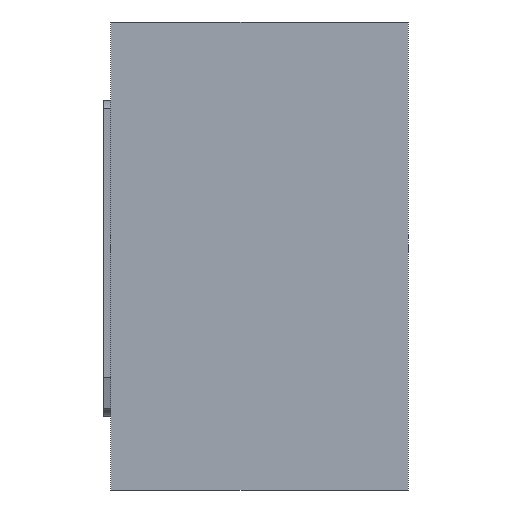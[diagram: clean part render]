
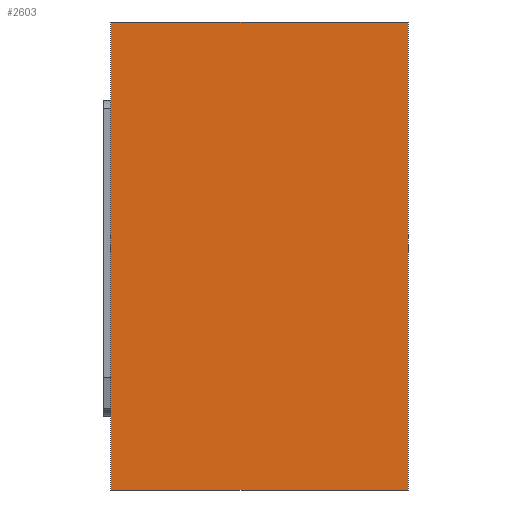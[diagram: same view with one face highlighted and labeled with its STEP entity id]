
A CAD part, left-side view. The second image highlights one B-rep face of the part: STEP entity #2603.
In plain terms, the highlighted planar face has unit normal (-1, 0, 0).
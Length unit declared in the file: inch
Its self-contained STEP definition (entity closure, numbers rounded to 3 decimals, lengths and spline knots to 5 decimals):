
#24 = ORIENTED_EDGE ( 'NONE', *, *, #2742, .F. ) ;
#69 = VERTEX_POINT ( 'NONE', #1965 ) ;
#119 = CARTESIAN_POINT ( 'NONE',  ( -0.06299, 0.04035, 0.0315 ) ) ;
#295 = PLANE ( 'NONE',  #1731 ) ;
#625 = CARTESIAN_POINT ( 'NONE',  ( -0.06299, -0.00098, 0.0315 ) ) ;
#641 = DIRECTION ( 'NONE',  ( -1., 0., 0. ) ) ;
#782 = LINE ( 'NONE', #1439, #3104 ) ;
#932 = VERTEX_POINT ( 'NONE', #3830 ) ;
#938 = DIRECTION ( 'NONE',  ( 0., 0., 1. ) ) ;
#1098 = ORIENTED_EDGE ( 'NONE', *, *, #2070, .F. ) ;
#1334 = CARTESIAN_POINT ( 'NONE',  ( -0.06299, 0.04035, 0.0325 ) ) ;
#1398 = DIRECTION ( 'NONE',  ( 0., -1., 0. ) ) ;
#1413 = VECTOR ( 'NONE', #1414, 39.37008 ) ;
#1414 = DIRECTION ( 'NONE',  ( 0., -1., 0. ) ) ;
#1439 = CARTESIAN_POINT ( 'NONE',  ( -0.06299, -0.00098, 0.0315 ) ) ;
#1617 = ORIENTED_EDGE ( 'NONE', *, *, #1787, .T. ) ;
#1731 = AXIS2_PLACEMENT_3D ( 'NONE', #625, #641, #938 ) ;
#1754 = DIRECTION ( 'NONE',  ( 0., 0., 1. ) ) ;
#1787 = EDGE_CURVE ( 'NONE', #932, #69, #4309, .T. ) ;
#1965 = CARTESIAN_POINT ( 'NONE',  ( -0.06299, -0.00098, -0.0325 ) ) ;
#2070 = EDGE_CURVE ( 'NONE', #4251, #4296, #3578, .T. ) ;
#2085 = ORIENTED_EDGE ( 'NONE', *, *, #4078, .T. ) ;
#2448 = EDGE_LOOP ( 'NONE', ( #2085, #1098, #24, #1617 ) ) ;
#2603 = ADVANCED_FACE ( 'NONE', ( #3032 ), #295, .T. ) ;
#2742 = EDGE_CURVE ( 'NONE', #932, #4251, #4238, .T. ) ;
#3032 = FACE_OUTER_BOUND ( 'NONE', #2448, .T. ) ;
#3068 = CARTESIAN_POINT ( 'NONE',  ( -0.06299, 0.04035, -0.0325 ) ) ;
#3104 = VECTOR ( 'NONE', #1754, 39.37008 ) ;
#3578 = LINE ( 'NONE', #1334, #3680 ) ;
#3680 = VECTOR ( 'NONE', #1398, 39.37008 ) ;
#3830 = CARTESIAN_POINT ( 'NONE',  ( -0.06299, 0.04035, -0.0325 ) ) ;
#3931 = CARTESIAN_POINT ( 'NONE',  ( -0.06299, 0.04035, 0.0325 ) ) ;
#4033 = VECTOR ( 'NONE', #4115, 39.37008 ) ;
#4078 = EDGE_CURVE ( 'NONE', #69, #4296, #782, .T. ) ;
#4115 = DIRECTION ( 'NONE',  ( 0., 0., 1. ) ) ;
#4238 = LINE ( 'NONE', #119, #4033 ) ;
#4246 = CARTESIAN_POINT ( 'NONE',  ( -0.06299, -0.00098, 0.0325 ) ) ;
#4251 = VERTEX_POINT ( 'NONE', #3931 ) ;
#4296 = VERTEX_POINT ( 'NONE', #4246 ) ;
#4309 = LINE ( 'NONE', #3068, #1413 ) ;
